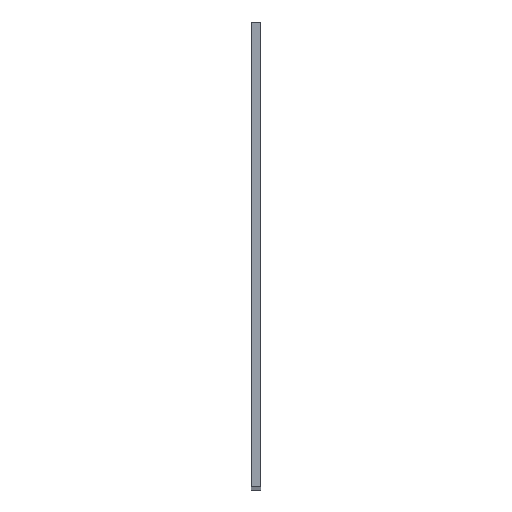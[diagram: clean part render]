
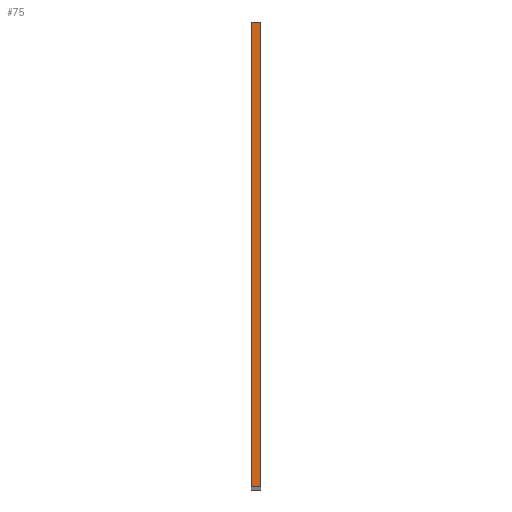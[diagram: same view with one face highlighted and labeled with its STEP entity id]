
A CAD part, top view. The second image highlights one B-rep face of the part: STEP entity #75.
In plain terms, the highlighted planar face has unit normal (0, 0, 1).
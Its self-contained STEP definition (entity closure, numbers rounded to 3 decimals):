
#75 = ADVANCED_FACE ( 'NONE', ( #1637 ), #847, .F. ) ;
#138 = ORIENTED_EDGE ( 'NONE', *, *, #243, .T. ) ;
#139 = ORIENTED_EDGE ( 'NONE', *, *, #2149, .F. ) ;
#140 = ORIENTED_EDGE ( 'NONE', *, *, #2137, .F. ) ;
#141 = ORIENTED_EDGE ( 'NONE', *, *, #2139, .F. ) ;
#243 = EDGE_CURVE ( 'NONE', #1912, #1939, #1588, .T. ) ;
#368 = VERTEX_POINT ( 'NONE', #1275 ) ;
#441 = EDGE_LOOP ( 'NONE', ( #138, #139, #140, #141 ) ) ;
#635 = VECTOR ( 'NONE', #1197, 1000. ) ;
#636 = LINE ( 'NONE', #1195, #635 ) ;
#709 = CARTESIAN_POINT ( 'NONE',  ( 1.5, 74.21, 163. ) ) ;
#712 = DIRECTION ( 'NONE',  ( 0., 1., 0. ) ) ;
#843 = DIRECTION ( 'NONE',  ( -1., 0., 0. ) ) ;
#844 = DIRECTION ( 'NONE',  ( 0., 0., -1. ) ) ;
#847 = PLANE ( 'NONE',  #1803 ) ;
#869 = CARTESIAN_POINT ( 'NONE',  ( 1.5, 74.21, 163. ) ) ;
#1019 = VECTOR ( 'NONE', #1221, 1000. ) ;
#1020 = LINE ( 'NONE', #1254, #1019 ) ;
#1031 = VECTOR ( 'NONE', #1214, 1000. ) ;
#1039 = LINE ( 'NONE', #1217, #1031 ) ;
#1195 = CARTESIAN_POINT ( 'NONE',  ( 0., 74.21, 163. ) ) ;
#1197 = DIRECTION ( 'NONE',  ( 1., 0., 0. ) ) ;
#1214 = DIRECTION ( 'NONE',  ( -1., 0., 0. ) ) ;
#1217 = CARTESIAN_POINT ( 'NONE',  ( 1.5, 0., 163. ) ) ;
#1221 = DIRECTION ( 'NONE',  ( 0., 1., 0. ) ) ;
#1254 = CARTESIAN_POINT ( 'NONE',  ( 0., 74.21, 163. ) ) ;
#1275 = CARTESIAN_POINT ( 'NONE',  ( 0., 0., 163. ) ) ;
#1411 = CARTESIAN_POINT ( 'NONE',  ( 0., 74.21, 163. ) ) ;
#1450 = CARTESIAN_POINT ( 'NONE',  ( 1.5, 74.21, 163. ) ) ;
#1503 = CARTESIAN_POINT ( 'NONE',  ( 1.5, 0., 163. ) ) ;
#1586 = VECTOR ( 'NONE', #712, 1000. ) ;
#1588 = LINE ( 'NONE', #709, #1586 ) ;
#1637 = FACE_OUTER_BOUND ( 'NONE', #441, .T. ) ;
#1803 = AXIS2_PLACEMENT_3D ( 'NONE', #869, #844, #843 ) ;
#1912 = VERTEX_POINT ( 'NONE', #1503 ) ;
#1939 = VERTEX_POINT ( 'NONE', #1450 ) ;
#1966 = VERTEX_POINT ( 'NONE', #1411 ) ;
#2137 = EDGE_CURVE ( 'NONE', #368, #1966, #1020, .T. ) ;
#2139 = EDGE_CURVE ( 'NONE', #1912, #368, #1039, .T. ) ;
#2149 = EDGE_CURVE ( 'NONE', #1966, #1939, #636, .T. ) ;
